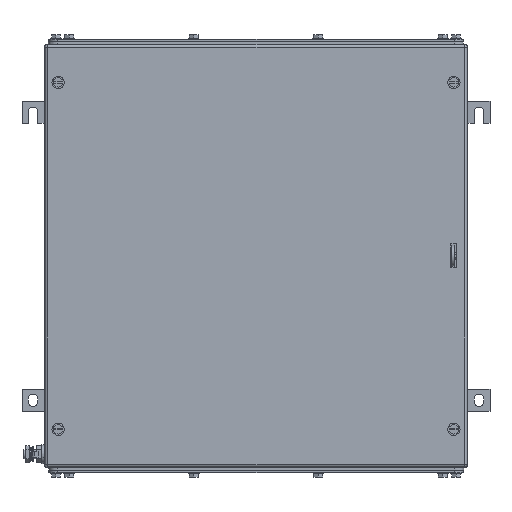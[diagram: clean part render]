
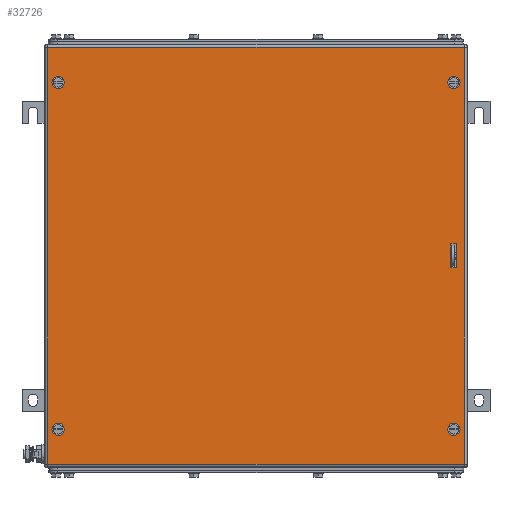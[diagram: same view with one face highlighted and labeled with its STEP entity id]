
A CAD part, top view. The second image highlights one B-rep face of the part: STEP entity #32726.
In plain terms, the highlighted planar face has unit normal (0, 0, 1).
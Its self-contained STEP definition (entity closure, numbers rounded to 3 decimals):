
#32566=AXIS2_PLACEMENT_3D('Circle Axis2P3D',#32564,#32565,$) ;
#32593=AXIS2_PLACEMENT_3D('Plane Axis2P3D',#32590,#32591,#32592) ;
#32631=AXIS2_PLACEMENT_3D('Circle Axis2P3D',#32629,#32630,$) ;
#32640=AXIS2_PLACEMENT_3D('Circle Axis2P3D',#32638,#32639,$) ;
#32649=AXIS2_PLACEMENT_3D('Circle Axis2P3D',#32647,#32648,$) ;
#32658=AXIS2_PLACEMENT_3D('Circle Axis2P3D',#32656,#32657,$) ;
#32667=AXIS2_PLACEMENT_3D('Circle Axis2P3D',#32665,#32666,$) ;
#32676=AXIS2_PLACEMENT_3D('Circle Axis2P3D',#32674,#32675,$) ;
#32685=AXIS2_PLACEMENT_3D('Circle Axis2P3D',#32683,#32684,$) ;
#32561=CARTESIAN_POINT('Vertex',(44.5,447.75,203.5)) ;
#32564=CARTESIAN_POINT('Axis2P3D Location',(41.,447.75,203.5)) ;
#32568=CARTESIAN_POINT('Vertex',(37.5,447.75,203.5)) ;
#32590=CARTESIAN_POINT('Axis2P3D Location',(265.5,251.,203.5)) ;
#32595=CARTESIAN_POINT('Line Origine',(265.5,487.5,203.5)) ;
#32599=CARTESIAN_POINT('Vertex',(502.,487.5,203.5)) ;
#32601=CARTESIAN_POINT('Vertex',(29.,487.5,203.5)) ;
#32604=CARTESIAN_POINT('Line Origine',(29.,251.,203.5)) ;
#32608=CARTESIAN_POINT('Vertex',(29.,14.5,203.5)) ;
#32611=CARTESIAN_POINT('Line Origine',(265.5,14.5,203.5)) ;
#32615=CARTESIAN_POINT('Vertex',(502.,14.5,203.5)) ;
#32618=CARTESIAN_POINT('Line Origine',(502.,251.,203.5)) ;
#32629=CARTESIAN_POINT('Axis2P3D Location',(41.,447.75,203.5)) ;
#32638=CARTESIAN_POINT('Axis2P3D Location',(41.,54.25,203.5)) ;
#32642=CARTESIAN_POINT('Vertex',(37.5,54.25,203.5)) ;
#32644=CARTESIAN_POINT('Vertex',(44.5,54.25,203.5)) ;
#32647=CARTESIAN_POINT('Axis2P3D Location',(41.,54.25,203.5)) ;
#32656=CARTESIAN_POINT('Axis2P3D Location',(490.,54.25,203.5)) ;
#32660=CARTESIAN_POINT('Vertex',(493.5,54.25,203.5)) ;
#32662=CARTESIAN_POINT('Vertex',(486.5,54.25,203.5)) ;
#32665=CARTESIAN_POINT('Axis2P3D Location',(490.,54.25,203.5)) ;
#32674=CARTESIAN_POINT('Axis2P3D Location',(490.,447.75,203.5)) ;
#32678=CARTESIAN_POINT('Vertex',(493.5,447.75,203.5)) ;
#32680=CARTESIAN_POINT('Vertex',(486.5,447.75,203.5)) ;
#32683=CARTESIAN_POINT('Axis2P3D Location',(490.,447.75,203.5)) ;
#32692=CARTESIAN_POINT('Line Origine',(489.75,237.5,203.5)) ;
#32696=CARTESIAN_POINT('Vertex',(493.,237.5,203.5)) ;
#32698=CARTESIAN_POINT('Vertex',(486.5,237.5,203.5)) ;
#32701=CARTESIAN_POINT('Line Origine',(486.5,251.,203.5)) ;
#32705=CARTESIAN_POINT('Vertex',(486.5,264.5,203.5)) ;
#32708=CARTESIAN_POINT('Line Origine',(489.75,264.5,203.5)) ;
#32712=CARTESIAN_POINT('Vertex',(493.,264.5,203.5)) ;
#32715=CARTESIAN_POINT('Line Origine',(493.,251.,203.5)) ;
#32565=DIRECTION('Axis2P3D Direction',(0.,0.,1.)) ;
#32591=DIRECTION('Axis2P3D Direction',(0.,0.,1.)) ;
#32592=DIRECTION('Axis2P3D XDirection',(1.,0.,0.)) ;
#32596=DIRECTION('Vector Direction',(1.,0.,0.)) ;
#32605=DIRECTION('Vector Direction',(0.,-1.,0.)) ;
#32612=DIRECTION('Vector Direction',(1.,0.,0.)) ;
#32619=DIRECTION('Vector Direction',(0.,1.,0.)) ;
#32630=DIRECTION('Axis2P3D Direction',(0.,0.,1.)) ;
#32639=DIRECTION('Axis2P3D Direction',(0.,0.,1.)) ;
#32648=DIRECTION('Axis2P3D Direction',(0.,0.,1.)) ;
#32657=DIRECTION('Axis2P3D Direction',(0.,0.,1.)) ;
#32666=DIRECTION('Axis2P3D Direction',(0.,0.,1.)) ;
#32675=DIRECTION('Axis2P3D Direction',(0.,0.,1.)) ;
#32684=DIRECTION('Axis2P3D Direction',(0.,0.,1.)) ;
#32693=DIRECTION('Vector Direction',(-1.,0.,0.)) ;
#32702=DIRECTION('Vector Direction',(0.,1.,0.)) ;
#32709=DIRECTION('Vector Direction',(1.,0.,0.)) ;
#32716=DIRECTION('Vector Direction',(0.,-1.,0.)) ;
#32597=VECTOR('Line Direction',#32596,1.) ;
#32606=VECTOR('Line Direction',#32605,1.) ;
#32613=VECTOR('Line Direction',#32612,1.) ;
#32620=VECTOR('Line Direction',#32619,1.) ;
#32694=VECTOR('Line Direction',#32693,1.) ;
#32703=VECTOR('Line Direction',#32702,1.) ;
#32710=VECTOR('Line Direction',#32709,1.) ;
#32717=VECTOR('Line Direction',#32716,1.) ;
#32624=ORIENTED_EDGE('',*,*,#32603,.T.) ;
#32625=ORIENTED_EDGE('',*,*,#32610,.T.) ;
#32626=ORIENTED_EDGE('',*,*,#32617,.T.) ;
#32627=ORIENTED_EDGE('',*,*,#32622,.T.) ;
#32635=ORIENTED_EDGE('',*,*,#32633,.F.) ;
#32636=ORIENTED_EDGE('',*,*,#32570,.F.) ;
#32653=ORIENTED_EDGE('',*,*,#32646,.F.) ;
#32654=ORIENTED_EDGE('',*,*,#32651,.F.) ;
#32671=ORIENTED_EDGE('',*,*,#32664,.F.) ;
#32672=ORIENTED_EDGE('',*,*,#32669,.F.) ;
#32689=ORIENTED_EDGE('',*,*,#32682,.F.) ;
#32690=ORIENTED_EDGE('',*,*,#32687,.F.) ;
#32721=ORIENTED_EDGE('',*,*,#32700,.T.) ;
#32722=ORIENTED_EDGE('',*,*,#32707,.T.) ;
#32723=ORIENTED_EDGE('',*,*,#32714,.T.) ;
#32724=ORIENTED_EDGE('',*,*,#32719,.T.) ;
#32637=FACE_BOUND('',#32634,.T.) ;
#32655=FACE_BOUND('',#32652,.T.) ;
#32673=FACE_BOUND('',#32670,.T.) ;
#32691=FACE_BOUND('',#32688,.T.) ;
#32725=FACE_BOUND('',#32720,.T.) ;
#32726=ADVANCED_FACE('ZUB_KTB_MH_484820_2GP_AllCATPart.2\\ZUB_DE_KTB_MH_480X480.1\\DE_KTB_MH_PART_MASTER.1\\Koerper.2',(#32628,#32637,#32655,#32673,#32691,#32725),#32594,.T.) ;
#32567=CIRCLE('generated circle',#32566,3.5) ;
#32632=CIRCLE('generated circle',#32631,3.5) ;
#32641=CIRCLE('generated circle',#32640,3.5) ;
#32650=CIRCLE('generated circle',#32649,3.5) ;
#32659=CIRCLE('generated circle',#32658,3.5) ;
#32668=CIRCLE('generated circle',#32667,3.5) ;
#32677=CIRCLE('generated circle',#32676,3.5) ;
#32686=CIRCLE('generated circle',#32685,3.5) ;
#32570=EDGE_CURVE('',#32562,#32569,#32567,.T.) ;
#32603=EDGE_CURVE('',#32600,#32602,#32598,.F.) ;
#32610=EDGE_CURVE('',#32602,#32609,#32607,.T.) ;
#32617=EDGE_CURVE('',#32609,#32616,#32614,.T.) ;
#32622=EDGE_CURVE('',#32616,#32600,#32621,.T.) ;
#32633=EDGE_CURVE('',#32569,#32562,#32632,.T.) ;
#32646=EDGE_CURVE('',#32643,#32645,#32641,.T.) ;
#32651=EDGE_CURVE('',#32645,#32643,#32650,.T.) ;
#32664=EDGE_CURVE('',#32661,#32663,#32659,.T.) ;
#32669=EDGE_CURVE('',#32663,#32661,#32668,.T.) ;
#32682=EDGE_CURVE('',#32679,#32681,#32677,.T.) ;
#32687=EDGE_CURVE('',#32681,#32679,#32686,.T.) ;
#32700=EDGE_CURVE('',#32697,#32699,#32695,.T.) ;
#32707=EDGE_CURVE('',#32699,#32706,#32704,.T.) ;
#32714=EDGE_CURVE('',#32706,#32713,#32711,.T.) ;
#32719=EDGE_CURVE('',#32713,#32697,#32718,.T.) ;
#32623=EDGE_LOOP('',(#32624,#32625,#32626,#32627)) ;
#32634=EDGE_LOOP('',(#32635,#32636)) ;
#32652=EDGE_LOOP('',(#32653,#32654)) ;
#32670=EDGE_LOOP('',(#32671,#32672)) ;
#32688=EDGE_LOOP('',(#32689,#32690)) ;
#32720=EDGE_LOOP('',(#32721,#32722,#32723,#32724)) ;
#32628=FACE_OUTER_BOUND('',#32623,.T.) ;
#32598=LINE('Line',#32595,#32597) ;
#32607=LINE('Line',#32604,#32606) ;
#32614=LINE('Line',#32611,#32613) ;
#32621=LINE('Line',#32618,#32620) ;
#32695=LINE('Line',#32692,#32694) ;
#32704=LINE('Line',#32701,#32703) ;
#32711=LINE('Line',#32708,#32710) ;
#32718=LINE('Line',#32715,#32717) ;
#32594=PLANE('',#32593) ;
#32562=VERTEX_POINT('',#32561) ;
#32569=VERTEX_POINT('',#32568) ;
#32600=VERTEX_POINT('',#32599) ;
#32602=VERTEX_POINT('',#32601) ;
#32609=VERTEX_POINT('',#32608) ;
#32616=VERTEX_POINT('',#32615) ;
#32643=VERTEX_POINT('',#32642) ;
#32645=VERTEX_POINT('',#32644) ;
#32661=VERTEX_POINT('',#32660) ;
#32663=VERTEX_POINT('',#32662) ;
#32679=VERTEX_POINT('',#32678) ;
#32681=VERTEX_POINT('',#32680) ;
#32697=VERTEX_POINT('',#32696) ;
#32699=VERTEX_POINT('',#32698) ;
#32706=VERTEX_POINT('',#32705) ;
#32713=VERTEX_POINT('',#32712) ;
